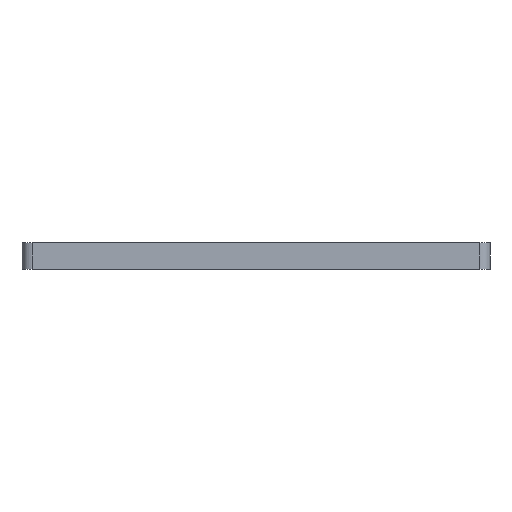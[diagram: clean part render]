
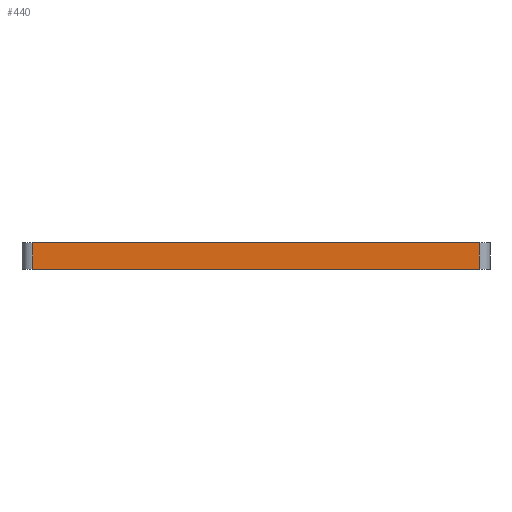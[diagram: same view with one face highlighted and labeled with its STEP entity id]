
A CAD part, left-side view. The second image highlights one B-rep face of the part: STEP entity #440.
In plain terms, the highlighted planar face has unit normal (-1, 0, 0).
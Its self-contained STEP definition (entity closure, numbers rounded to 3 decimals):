
#17 = DIRECTION ( 'NONE',  ( 0., 0., 1. ) ) ;
#41 = VERTEX_POINT ( 'NONE', #62 ) ;
#62 = CARTESIAN_POINT ( 'NONE',  ( -63.5, -41.5, -5. ) ) ;
#71 = DIRECTION ( 'NONE',  ( 0., 0., 1. ) ) ;
#84 = DIRECTION ( 'NONE',  ( 0., -1., 0. ) ) ;
#129 = LINE ( 'NONE', #913, #346 ) ;
#161 = CARTESIAN_POINT ( 'NONE',  ( -63.5, -43.5, 0. ) ) ;
#166 = LINE ( 'NONE', #604, #275 ) ;
#175 = EDGE_CURVE ( 'NONE', #41, #734, #129, .T. ) ;
#207 = CARTESIAN_POINT ( 'NONE',  ( -63.5, -43.5, -5. ) ) ;
#237 = DIRECTION ( 'NONE',  ( 0., 0., -1. ) ) ;
#275 = VECTOR ( 'NONE', #237, 1000. ) ;
#287 = EDGE_CURVE ( 'NONE', #814, #41, #851, .T. ) ;
#297 = PLANE ( 'NONE',  #421 ) ;
#308 = ORIENTED_EDGE ( 'NONE', *, *, #175, .T. ) ;
#340 = ORIENTED_EDGE ( 'NONE', *, *, #470, .T. ) ;
#346 = VECTOR ( 'NONE', #71, 1000. ) ;
#367 = EDGE_CURVE ( 'NONE', #623, #734, #516, .T. ) ;
#402 = EDGE_LOOP ( 'NONE', ( #569, #308, #544, #340 ) ) ;
#421 = AXIS2_PLACEMENT_3D ( 'NONE', #868, #665, #17 ) ;
#440 = ADVANCED_FACE ( 'NONE', ( #729 ), #297, .T. ) ;
#470 = EDGE_CURVE ( 'NONE', #623, #814, #166, .T. ) ;
#516 = LINE ( 'NONE', #161, #788 ) ;
#526 = DIRECTION ( 'NONE',  ( 0., -1., 0. ) ) ;
#544 = ORIENTED_EDGE ( 'NONE', *, *, #367, .F. ) ;
#569 = ORIENTED_EDGE ( 'NONE', *, *, #287, .T. ) ;
#597 = VECTOR ( 'NONE', #84, 1000. ) ;
#604 = CARTESIAN_POINT ( 'NONE',  ( -63.5, 41.5, -5. ) ) ;
#623 = VERTEX_POINT ( 'NONE', #689 ) ;
#636 = CARTESIAN_POINT ( 'NONE',  ( -63.5, -41.5, 0. ) ) ;
#665 = DIRECTION ( 'NONE',  ( -1., 0., 0. ) ) ;
#689 = CARTESIAN_POINT ( 'NONE',  ( -63.5, 41.5, 0. ) ) ;
#729 = FACE_OUTER_BOUND ( 'NONE', #402, .T. ) ;
#734 = VERTEX_POINT ( 'NONE', #636 ) ;
#788 = VECTOR ( 'NONE', #526, 1000. ) ;
#814 = VERTEX_POINT ( 'NONE', #863 ) ;
#851 = LINE ( 'NONE', #207, #597 ) ;
#863 = CARTESIAN_POINT ( 'NONE',  ( -63.5, 41.5, -5. ) ) ;
#868 = CARTESIAN_POINT ( 'NONE',  ( -63.5, -43.5, -5. ) ) ;
#913 = CARTESIAN_POINT ( 'NONE',  ( -63.5, -41.5, -5. ) ) ;
